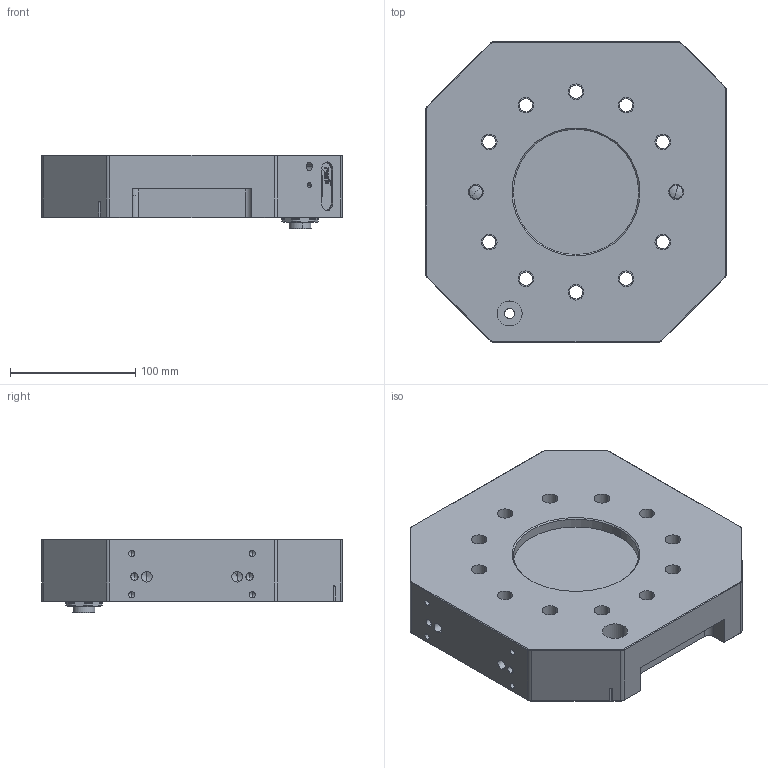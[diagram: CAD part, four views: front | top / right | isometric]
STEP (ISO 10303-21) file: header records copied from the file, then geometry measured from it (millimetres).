
FILE_DESCRIPTION (( 'STEP AP214' ), '1' );
FILE_NAME ('P7835.STEP', '2023-06-02T09:16:19', ( '' ), ( '' ), 'SwSTEP 2.0', 'SolidWorks 2021', '' );
FILE_SCHEMA (( 'AUTOMOTIVE_DESIGN' ));
Length unit declared in the file: millimetre
Products named in the file (1): P7835
Bounding box: 240 x 240 x 58.9 mm (x, y, z)
Volume: 2122580.1 mm3; surface area: 293561.7 mm2
Topology: 13 solids, 15 shells, 892 faces, 2212 edges, 1384 vertices
Faces by surface type: plane 340, cylinder 257, cone 149, bspline 106, torus 36, sphere 4
Entity records: 41547 total; most frequent: CARTESIAN_POINT 10912, ORIENTED_EDGE 4300, DIRECTION 4096, EDGE_CURVE 2150, AXIS2_PLACEMENT_3D 1443, VERTEX_POINT 1384, VECTOR 1210, LINE 1210
